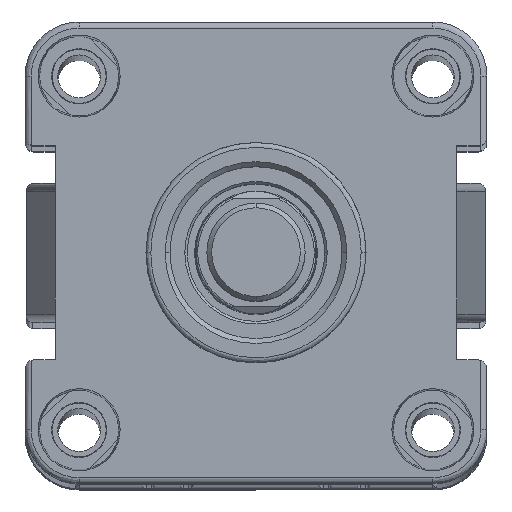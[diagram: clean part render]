
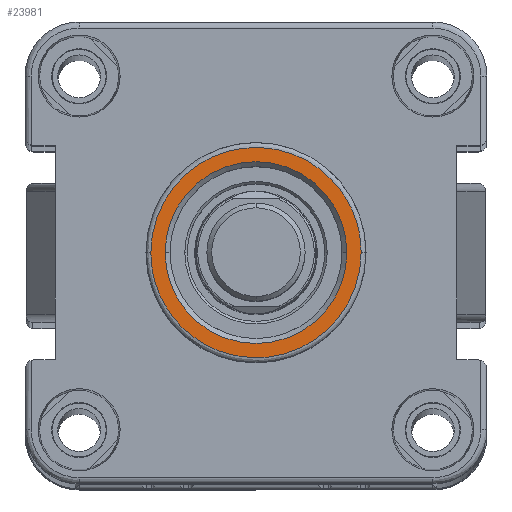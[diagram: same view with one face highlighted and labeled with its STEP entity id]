
A CAD part, top view. The second image highlights one B-rep face of the part: STEP entity #23981.
In plain terms, the highlighted face is planar.
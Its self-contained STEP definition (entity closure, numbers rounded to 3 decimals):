
#322 = EDGE_CURVE ( 'NONE', #17176, #11492, #9220, .T. ) ;
#421 = PLANE ( 'NONE',  #7192 ) ;
#1027 = CARTESIAN_POINT ( 'NONE',  ( 166., 0., 0. ) ) ;
#2580 = CARTESIAN_POINT ( 'NONE',  ( 166., 17.5, 0. ) ) ;
#2785 = CARTESIAN_POINT ( 'NONE',  ( 166., -42.8, 21.4 ) ) ;
#3186 = CIRCLE ( 'NONE', #25931, 18.5 ) ;
#4363 = CARTESIAN_POINT ( 'NONE',  ( 166., 0., 0. ) ) ;
#4879 = CARTESIAN_POINT ( 'NONE',  ( 166., 0., 21.4 ) ) ;
#5173 = VERTEX_POINT ( 'NONE', #23005 ) ;
#7021 = DIRECTION ( 'NONE',  ( 0., 0., 1. ) ) ;
#7192 = AXIS2_PLACEMENT_3D ( 'NONE', #2580, #21731, #7021 ) ;
#7721 = ORIENTED_EDGE ( 'NONE', *, *, #23289, .F. ) ;
#8070 = FACE_BOUND ( 'NONE', #15084, .T. ) ;
#9220 =( BOUNDED_CURVE ( )  B_SPLINE_CURVE ( 3, ( #22283, #26325, #2785, #17937 ),
 .UNSPECIFIED., .F., .T. ) 
 B_SPLINE_CURVE_WITH_KNOTS ( ( 4, 4 ),
 ( 0., 1. ),
 .UNSPECIFIED. ) 
 CURVE ( )  GEOMETRIC_REPRESENTATION_ITEM ( )  RATIONAL_B_SPLINE_CURVE ( ( 1., 0.333, 0.333, 1. ) ) 
 REPRESENTATION_ITEM ( '' )  );
#10006 = CARTESIAN_POINT ( 'NONE',  ( 166., 0., -18.5 ) ) ;
#11492 = VERTEX_POINT ( 'NONE', #4879 ) ;
#12413 = CARTESIAN_POINT ( 'NONE',  ( 166., 0., 21.4 ) ) ;
#12464 = EDGE_CURVE ( 'NONE', #23742, #5173, #15215, .T. ) ;
#12843 = CARTESIAN_POINT ( 'NONE',  ( 166., 0., -21.4 ) ) ;
#13013 = ORIENTED_EDGE ( 'NONE', *, *, #21517, .F. ) ;
#13786 = ORIENTED_EDGE ( 'NONE', *, *, #322, .F. ) ;
#14064 = DIRECTION ( 'NONE',  ( 1., 0., 0. ) ) ;
#15084 = EDGE_LOOP ( 'NONE', ( #27589, #13013 ) ) ;
#15215 = CIRCLE ( 'NONE', #19279, 18.5 ) ;
#16012 = DIRECTION ( 'NONE',  ( 0., 0., -1. ) ) ;
#17176 = VERTEX_POINT ( 'NONE', #22983 ) ;
#17937 = CARTESIAN_POINT ( 'NONE',  ( 166., 0., 21.4 ) ) ;
#18618 =( BOUNDED_CURVE ( )  B_SPLINE_CURVE ( 3, ( #12413, #27119, #27224, #12843 ),
 .UNSPECIFIED., .F., .F. ) 
 B_SPLINE_CURVE_WITH_KNOTS ( ( 4, 4 ),
 ( 0., 1. ),
 .UNSPECIFIED. ) 
 CURVE ( )  GEOMETRIC_REPRESENTATION_ITEM ( )  RATIONAL_B_SPLINE_CURVE ( ( 1., 0.333, 0.333, 1. ) ) 
 REPRESENTATION_ITEM ( '' )  );
#19279 = AXIS2_PLACEMENT_3D ( 'NONE', #1027, #14064, #16012 ) ;
#20387 = EDGE_LOOP ( 'NONE', ( #7721, #13786 ) ) ;
#21517 = EDGE_CURVE ( 'NONE', #5173, #23742, #3186, .T. ) ;
#21731 = DIRECTION ( 'NONE',  ( -1., 0., 0. ) ) ;
#22283 = CARTESIAN_POINT ( 'NONE',  ( 166., 0., -21.4 ) ) ;
#22983 = CARTESIAN_POINT ( 'NONE',  ( 166., 0., -21.4 ) ) ;
#23005 = CARTESIAN_POINT ( 'NONE',  ( 166., 0., 18.5 ) ) ;
#23289 = EDGE_CURVE ( 'NONE', #11492, #17176, #18618, .T. ) ;
#23358 = DIRECTION ( 'NONE',  ( 1., 0., 0. ) ) ;
#23742 = VERTEX_POINT ( 'NONE', #10006 ) ;
#23981 = ADVANCED_FACE ( 'NONE', ( #26932, #8070 ), #421, .F. ) ;
#25305 = DIRECTION ( 'NONE',  ( 0., 0., -1. ) ) ;
#25931 = AXIS2_PLACEMENT_3D ( 'NONE', #4363, #23358, #25305 ) ;
#26325 = CARTESIAN_POINT ( 'NONE',  ( 166., -42.8, -21.4 ) ) ;
#26932 = FACE_OUTER_BOUND ( 'NONE', #20387, .T. ) ;
#27119 = CARTESIAN_POINT ( 'NONE',  ( 166., 42.8, 21.4 ) ) ;
#27224 = CARTESIAN_POINT ( 'NONE',  ( 166., 42.8, -21.4 ) ) ;
#27589 = ORIENTED_EDGE ( 'NONE', *, *, #12464, .F. ) ;
